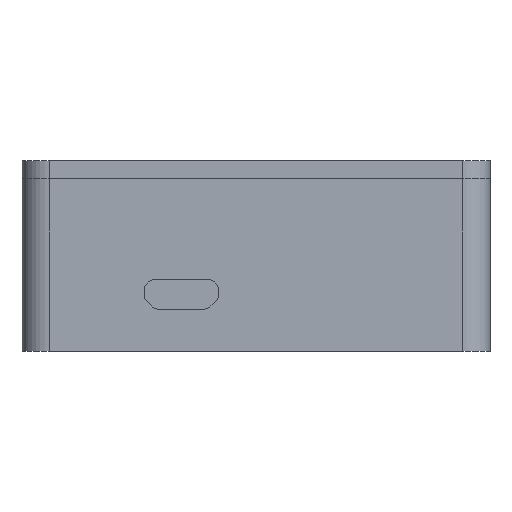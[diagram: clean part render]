
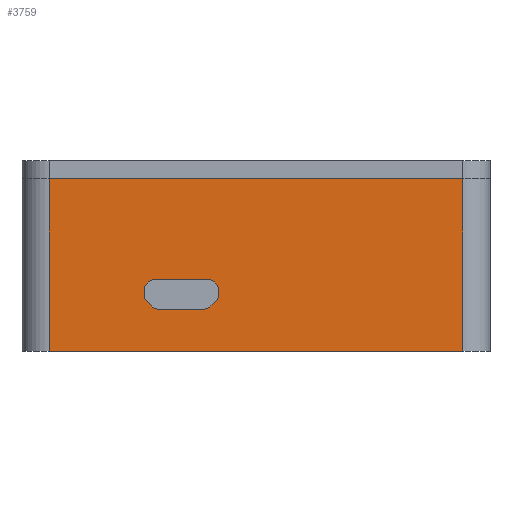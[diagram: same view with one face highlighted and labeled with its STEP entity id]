
A CAD part, left-side view. The second image highlights one B-rep face of the part: STEP entity #3759.
In plain terms, the highlighted planar face has unit normal (-1, 0, 0).
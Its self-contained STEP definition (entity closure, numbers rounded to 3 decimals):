
#22=FACE_BOUND('',#427,.T.);
#41=PLANE('',#3988);
#220=FACE_OUTER_BOUND('',#426,.T.);
#426=EDGE_LOOP('',(#2705,#2706,#2707,#2708));
#427=EDGE_LOOP('',(#2709,#2710,#2711,#2712,#2713,#2714,#2715,#2716,#2717,
#2718,#2719,#2720,#2721,#2722,#2723,#2724));
#676=LINE('',#5355,#1179);
#678=LINE('',#5361,#1181);
#682=LINE('',#5375,#1185);
#683=LINE('',#5376,#1186);
#684=LINE('',#5381,#1187);
#685=LINE('',#5385,#1188);
#686=LINE('',#5389,#1189);
#687=LINE('',#5393,#1190);
#688=LINE('',#5397,#1191);
#689=LINE('',#5401,#1192);
#690=LINE('',#5405,#1193);
#691=LINE('',#5408,#1194);
#1179=VECTOR('',#4314,10.);
#1181=VECTOR('',#4320,10.);
#1185=VECTOR('',#4332,10.);
#1186=VECTOR('',#4333,10.);
#1187=VECTOR('',#4336,10.);
#1188=VECTOR('',#4339,10.);
#1189=VECTOR('',#4342,10.);
#1190=VECTOR('',#4345,10.);
#1191=VECTOR('',#4348,10.);
#1192=VECTOR('',#4351,10.);
#1193=VECTOR('',#4354,10.);
#1194=VECTOR('',#4357,10.);
#1661=CIRCLE('',#3989,0.75);
#1662=CIRCLE('',#3990,0.75);
#1663=CIRCLE('',#3991,0.75);
#1664=CIRCLE('',#3992,0.75);
#1665=CIRCLE('',#3993,0.75);
#1666=CIRCLE('',#3994,0.75);
#1667=CIRCLE('',#3995,0.75);
#1668=CIRCLE('',#3996,0.75);
#1747=VERTEX_POINT('',#5352);
#1748=VERTEX_POINT('',#5354);
#1750=VERTEX_POINT('',#5360);
#1756=VERTEX_POINT('',#5374);
#1757=VERTEX_POINT('',#5377);
#1758=VERTEX_POINT('',#5378);
#1759=VERTEX_POINT('',#5380);
#1760=VERTEX_POINT('',#5382);
#1761=VERTEX_POINT('',#5384);
#1762=VERTEX_POINT('',#5386);
#1763=VERTEX_POINT('',#5388);
#1764=VERTEX_POINT('',#5390);
#1765=VERTEX_POINT('',#5392);
#1766=VERTEX_POINT('',#5394);
#1767=VERTEX_POINT('',#5396);
#1768=VERTEX_POINT('',#5398);
#1769=VERTEX_POINT('',#5400);
#1770=VERTEX_POINT('',#5402);
#1771=VERTEX_POINT('',#5404);
#1772=VERTEX_POINT('',#5406);
#2125=EDGE_CURVE('',#1747,#1748,#676,.T.);
#2128=EDGE_CURVE('',#1748,#1750,#678,.T.);
#2135=EDGE_CURVE('',#1747,#1756,#682,.T.);
#2136=EDGE_CURVE('',#1750,#1756,#683,.T.);
#2137=EDGE_CURVE('',#1757,#1758,#1661,.T.);
#2138=EDGE_CURVE('',#1758,#1759,#684,.T.);
#2139=EDGE_CURVE('',#1759,#1760,#1662,.T.);
#2140=EDGE_CURVE('',#1760,#1761,#685,.T.);
#2141=EDGE_CURVE('',#1761,#1762,#1663,.T.);
#2142=EDGE_CURVE('',#1762,#1763,#686,.T.);
#2143=EDGE_CURVE('',#1763,#1764,#1664,.T.);
#2144=EDGE_CURVE('',#1764,#1765,#687,.T.);
#2145=EDGE_CURVE('',#1765,#1766,#1665,.T.);
#2146=EDGE_CURVE('',#1766,#1767,#688,.T.);
#2147=EDGE_CURVE('',#1767,#1768,#1666,.T.);
#2148=EDGE_CURVE('',#1768,#1769,#689,.T.);
#2149=EDGE_CURVE('',#1769,#1770,#1667,.T.);
#2150=EDGE_CURVE('',#1770,#1771,#690,.T.);
#2151=EDGE_CURVE('',#1771,#1772,#1668,.T.);
#2152=EDGE_CURVE('',#1772,#1757,#691,.T.);
#2705=ORIENTED_EDGE('',*,*,#2125,.F.);
#2706=ORIENTED_EDGE('',*,*,#2135,.T.);
#2707=ORIENTED_EDGE('',*,*,#2136,.F.);
#2708=ORIENTED_EDGE('',*,*,#2128,.F.);
#2709=ORIENTED_EDGE('',*,*,#2137,.T.);
#2710=ORIENTED_EDGE('',*,*,#2138,.T.);
#2711=ORIENTED_EDGE('',*,*,#2139,.T.);
#2712=ORIENTED_EDGE('',*,*,#2140,.T.);
#2713=ORIENTED_EDGE('',*,*,#2141,.T.);
#2714=ORIENTED_EDGE('',*,*,#2142,.T.);
#2715=ORIENTED_EDGE('',*,*,#2143,.T.);
#2716=ORIENTED_EDGE('',*,*,#2144,.T.);
#2717=ORIENTED_EDGE('',*,*,#2145,.T.);
#2718=ORIENTED_EDGE('',*,*,#2146,.T.);
#2719=ORIENTED_EDGE('',*,*,#2147,.T.);
#2720=ORIENTED_EDGE('',*,*,#2148,.T.);
#2721=ORIENTED_EDGE('',*,*,#2149,.T.);
#2722=ORIENTED_EDGE('',*,*,#2150,.T.);
#2723=ORIENTED_EDGE('',*,*,#2151,.T.);
#2724=ORIENTED_EDGE('',*,*,#2152,.T.);
#3759=ADVANCED_FACE('',(#220,#22),#41,.T.);
#3988=AXIS2_PLACEMENT_3D('',#5373,#4330,#4331);
#3989=AXIS2_PLACEMENT_3D('',#5379,#4334,#4335);
#3990=AXIS2_PLACEMENT_3D('',#5383,#4337,#4338);
#3991=AXIS2_PLACEMENT_3D('',#5387,#4340,#4341);
#3992=AXIS2_PLACEMENT_3D('',#5391,#4343,#4344);
#3993=AXIS2_PLACEMENT_3D('',#5395,#4346,#4347);
#3994=AXIS2_PLACEMENT_3D('',#5399,#4349,#4350);
#3995=AXIS2_PLACEMENT_3D('',#5403,#4352,#4353);
#3996=AXIS2_PLACEMENT_3D('',#5407,#4355,#4356);
#4314=DIRECTION('',(0.,0.,-1.));
#4320=DIRECTION('',(0.,1.,0.));
#4330=DIRECTION('center_axis',(-1.,0.,0.));
#4331=DIRECTION('ref_axis',(0.,-1.,0.));
#4332=DIRECTION('',(0.,1.,0.));
#4333=DIRECTION('',(0.,0.,1.));
#4334=DIRECTION('center_axis',(1.,0.,0.));
#4335=DIRECTION('ref_axis',(0.,0.,1.));
#4336=DIRECTION('',(0.,-1.,0.));
#4337=DIRECTION('center_axis',(1.,0.,0.));
#4338=DIRECTION('ref_axis',(0.,-0.707,0.707));
#4339=DIRECTION('',(0.,-0.707,-0.707));
#4340=DIRECTION('center_axis',(1.,0.,0.));
#4341=DIRECTION('ref_axis',(0.,-1.,0.));
#4342=DIRECTION('',(0.,0.,-1.));
#4343=DIRECTION('center_axis',(1.,0.,0.));
#4344=DIRECTION('ref_axis',(0.,-0.707,-0.707));
#4345=DIRECTION('',(0.,0.707,-0.707));
#4346=DIRECTION('center_axis',(1.,0.,0.));
#4347=DIRECTION('ref_axis',(0.,0.,-1.));
#4348=DIRECTION('',(0.,1.,0.));
#4349=DIRECTION('center_axis',(1.,0.,0.));
#4350=DIRECTION('ref_axis',(0.,0.707,-0.707));
#4351=DIRECTION('',(0.,0.707,0.707));
#4352=DIRECTION('center_axis',(1.,0.,0.));
#4353=DIRECTION('ref_axis',(0.,1.,0.));
#4354=DIRECTION('',(0.,0.,1.));
#4355=DIRECTION('center_axis',(1.,0.,0.));
#4356=DIRECTION('ref_axis',(0.,0.707,0.707));
#4357=DIRECTION('',(0.,-0.707,0.707));
#5352=CARTESIAN_POINT('',(-26.692,-21.7,18.95));
#5354=CARTESIAN_POINT('',(-26.692,-21.7,0.));
#5355=CARTESIAN_POINT('',(-26.692,-21.7,9.475));
#5360=CARTESIAN_POINT('',(-26.692,23.7,0.));
#5361=CARTESIAN_POINT('',(-26.692,23.7,0.));
#5373=CARTESIAN_POINT('Origin',(-26.692,-0.5,9.475));
#5374=CARTESIAN_POINT('',(-26.692,23.7,18.95));
#5375=CARTESIAN_POINT('',(-26.692,-24.7,18.95));
#5376=CARTESIAN_POINT('',(-26.692,23.7,4.738));
#5377=CARTESIAN_POINT('',(-26.692,12.815,7.63));
#5378=CARTESIAN_POINT('',(-26.692,12.284,7.85));
#5379=CARTESIAN_POINT('Origin',(-26.692,12.284,7.1));
#5380=CARTESIAN_POINT('',(-26.692,6.116,7.85));
#5381=CARTESIAN_POINT('',(-26.692,6.116,7.85));
#5382=CARTESIAN_POINT('',(-26.692,5.585,7.63));
#5383=CARTESIAN_POINT('Origin',(-26.692,6.116,7.1));
#5384=CARTESIAN_POINT('',(-26.692,5.32,7.365));
#5385=CARTESIAN_POINT('',(-26.692,5.32,7.365));
#5386=CARTESIAN_POINT('',(-26.692,5.1,6.834));
#5387=CARTESIAN_POINT('Origin',(-26.692,5.85,6.834));
#5388=CARTESIAN_POINT('',(-26.692,5.1,6.166));
#5389=CARTESIAN_POINT('',(-26.692,5.1,6.166));
#5390=CARTESIAN_POINT('',(-26.692,5.32,5.635));
#5391=CARTESIAN_POINT('Origin',(-26.692,5.85,6.166));
#5392=CARTESIAN_POINT('',(-26.692,6.085,4.87));
#5393=CARTESIAN_POINT('',(-26.692,6.085,4.87));
#5394=CARTESIAN_POINT('',(-26.692,6.616,4.65));
#5395=CARTESIAN_POINT('Origin',(-26.692,6.616,5.4));
#5396=CARTESIAN_POINT('',(-26.692,11.784,4.65));
#5397=CARTESIAN_POINT('',(-26.692,11.784,4.65));
#5398=CARTESIAN_POINT('',(-26.692,12.315,4.87));
#5399=CARTESIAN_POINT('Origin',(-26.692,11.784,5.4));
#5400=CARTESIAN_POINT('',(-26.692,13.08,5.635));
#5401=CARTESIAN_POINT('',(-26.692,13.08,5.635));
#5402=CARTESIAN_POINT('',(-26.692,13.3,6.166));
#5403=CARTESIAN_POINT('Origin',(-26.692,12.55,6.166));
#5404=CARTESIAN_POINT('',(-26.692,13.3,6.834));
#5405=CARTESIAN_POINT('',(-26.692,13.3,6.834));
#5406=CARTESIAN_POINT('',(-26.692,13.08,7.365));
#5407=CARTESIAN_POINT('Origin',(-26.692,12.55,6.834));
#5408=CARTESIAN_POINT('',(-26.692,12.815,7.63));
